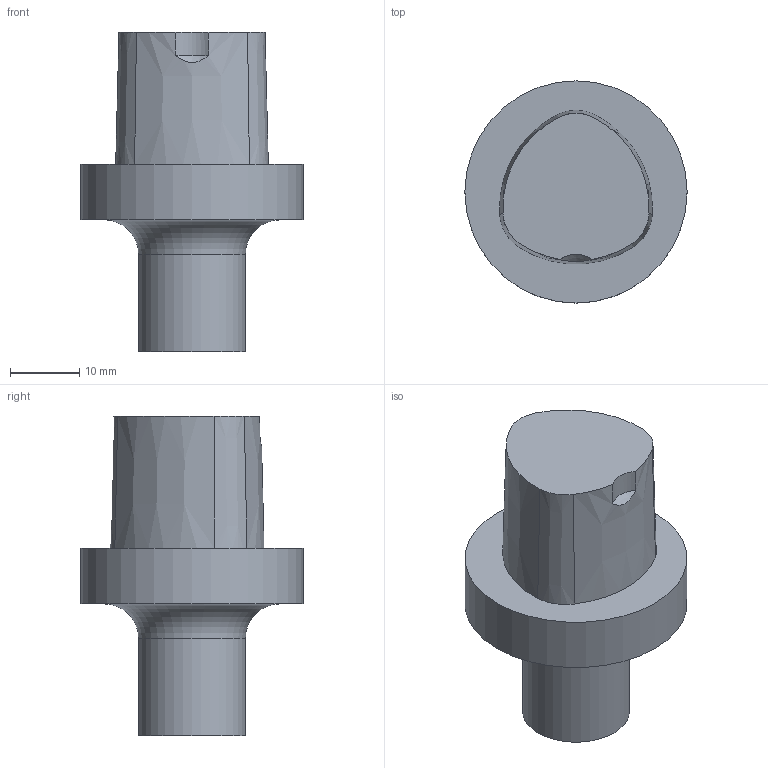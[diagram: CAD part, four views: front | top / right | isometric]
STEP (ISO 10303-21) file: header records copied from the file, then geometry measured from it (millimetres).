
FILE_DESCRIPTION(/* description */ ('3-D model version:1'),/* implementation_level */ '2;1');
FILE_NAME(/* name */ 'C3-391.EH-16027',/* time_stamp */ '2016-12-02T14:14:44',/* author */ ('InteractiveCad'),/* organization */ ('AB Sandvik Coromant'),/* preprocessor_version */ 'ST-DEVELOPER v15',/* originating_system */ 'SIEMENS PLM Software NX 8.5',/* authorization */ '');
FILE_SCHEMA(('AUTOMOTIVE_DESIGN'));
Length unit declared in the file: millimetre
Products named in the file (1): C3_391_EH_16027_SIM
Bounding box: 32 x 32 x 46 mm (x, y, z)
Volume: 17118.6 mm3; surface area: 4497.9 mm2
Topology: 1 solids, 1 shells, 15 faces, 32 edges, 21 vertices
Faces by surface type: cone 7, plane 4, cylinder 3, torus 1
Full cylindrical faces by diameter (mm): 15.4 x1, 32 x1
Entity records: 514 total; most frequent: DIRECTION 88, CARTESIAN_POINT 84, ORIENTED_EDGE 58, AXIS2_PLACEMENT_3D 41, EDGE_CURVE 29, CIRCLE 22, VERTEX_POINT 21, EDGE_LOOP 20
